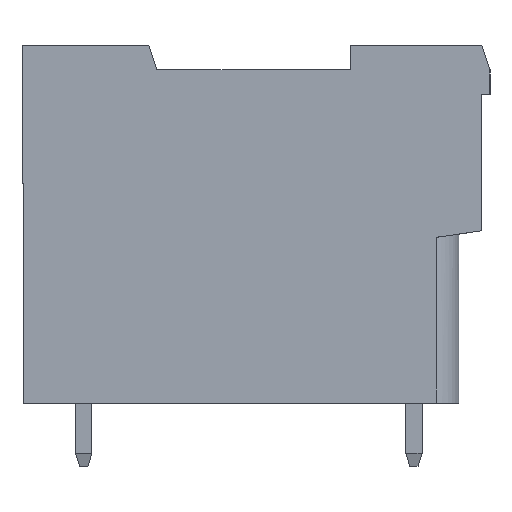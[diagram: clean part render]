
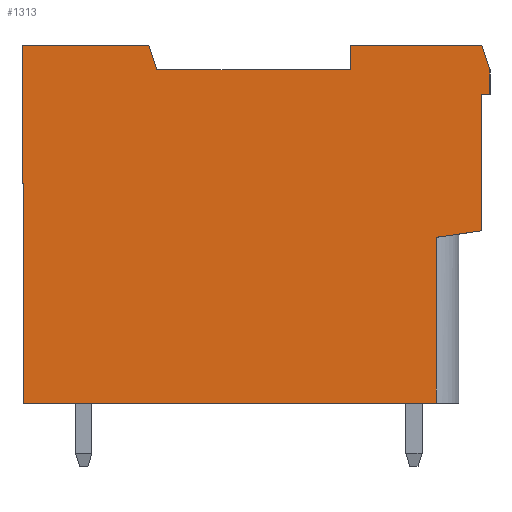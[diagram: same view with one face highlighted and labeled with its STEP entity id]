
A CAD part, left-side view. The second image highlights one B-rep face of the part: STEP entity #1313.
In plain terms, the highlighted planar face has unit normal (-1, 0, 0).
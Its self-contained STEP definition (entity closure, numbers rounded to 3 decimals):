
#1313 = ADVANCED_FACE( '', ( #2857 ), #2858, .T. );
#2857 = FACE_OUTER_BOUND( '', #4699, .T. );
#2858 = PLANE( '', #4700 );
#4699 = EDGE_LOOP( '', ( #8316, #8317, #8318, #8319, #8320, #8321, #8322, #8323, #8324, #8325, #8326, #8327, #8328, #8329, #8330 ) );
#4700 = AXIS2_PLACEMENT_3D( '', #8331, #8332, #8333 );
#8316 = ORIENTED_EDGE( '', *, *, #12616, .T. );
#8317 = ORIENTED_EDGE( '', *, *, #11917, .T. );
#8318 = ORIENTED_EDGE( '', *, *, #11966, .T. );
#8319 = ORIENTED_EDGE( '', *, *, #12032, .T. );
#8320 = ORIENTED_EDGE( '', *, *, #11982, .T. );
#8321 = ORIENTED_EDGE( '', *, *, #12617, .T. );
#8322 = ORIENTED_EDGE( '', *, *, #12618, .F. );
#8323 = ORIENTED_EDGE( '', *, *, #12619, .T. );
#8324 = ORIENTED_EDGE( '', *, *, #11838, .T. );
#8325 = ORIENTED_EDGE( '', *, *, #12542, .T. );
#8326 = ORIENTED_EDGE( '', *, *, #12163, .T. );
#8327 = ORIENTED_EDGE( '', *, *, #11218, .T. );
#8328 = ORIENTED_EDGE( '', *, *, #11641, .T. );
#8329 = ORIENTED_EDGE( '', *, *, #12079, .T. );
#8330 = ORIENTED_EDGE( '', *, *, #12233, .T. );
#8331 = CARTESIAN_POINT( '', ( -15.24, 0., 0. ) );
#8332 = DIRECTION( '', ( -1., 0., 0. ) );
#8333 = DIRECTION( '', ( 0., 0., 1. ) );
#11218 = EDGE_CURVE( '', #13416, #13417, #13418, .T. );
#11641 = EDGE_CURVE( '', #13417, #14171, #14172, .T. );
#11838 = EDGE_CURVE( '', #14502, #14500, #14503, .T. );
#11917 = EDGE_CURVE( '', #14639, #14637, #14640, .T. );
#11966 = EDGE_CURVE( '', #14637, #14723, #14725, .T. );
#11982 = EDGE_CURVE( '', #14751, #14749, #14752, .T. );
#12032 = EDGE_CURVE( '', #14723, #14751, #14830, .F. );
#12079 = EDGE_CURVE( '', #14171, #14903, #14905, .T. );
#12163 = EDGE_CURVE( '', #15030, #13416, #15031, .T. );
#12233 = EDGE_CURVE( '', #14903, #15132, #15134, .F. );
#12542 = EDGE_CURVE( '', #14500, #15030, #15596, .T. );
#12616 = EDGE_CURVE( '', #15132, #14639, #15701, .T. );
#12617 = EDGE_CURVE( '', #14749, #15702, #15703, .T. );
#12618 = EDGE_CURVE( '', #15704, #15702, #15705, .T. );
#12619 = EDGE_CURVE( '', #15704, #14502, #15706, .T. );
#13416 = VERTEX_POINT( '', #16669 );
#13417 = VERTEX_POINT( '', #16670 );
#13418 = LINE( '', #16671, #16672 );
#14171 = VERTEX_POINT( '', #17764 );
#14172 = LINE( '', #17765, #17766 );
#14500 = VERTEX_POINT( '', #18366 );
#14502 = VERTEX_POINT( '', #18368 );
#14503 = LINE( '', #18369, #18370 );
#14637 = VERTEX_POINT( '', #18572 );
#14639 = VERTEX_POINT( '', #18575 );
#14640 = LINE( '', #18576, #18577 );
#14723 = VERTEX_POINT( '', #18700 );
#14725 = LINE( '', #18703, #18704 );
#14749 = VERTEX_POINT( '', #18740 );
#14751 = VERTEX_POINT( '', #18743 );
#14752 = LINE( '', #18744, #18745 );
#14830 = LINE( '', #18857, #18858 );
#14903 = VERTEX_POINT( '', #18966 );
#14905 = LINE( '', #18969, #18970 );
#15030 = VERTEX_POINT( '', #19153 );
#15031 = LINE( '', #19154, #19155 );
#15132 = VERTEX_POINT( '', #19298 );
#15134 = LINE( '', #19301, #19302 );
#15596 = LINE( '', #20105, #20106 );
#15701 = LINE( '', #20263, #20264 );
#15702 = VERTEX_POINT( '', #20265 );
#15703 = LINE( '', #20266, #20267 );
#15704 = VERTEX_POINT( '', #20268 );
#15705 = LINE( '', #20269, #20270 );
#15706 = LINE( '', #20271, #20272 );
#16669 = CARTESIAN_POINT( '', ( -15.24, -14.05, -0.4 ) );
#16670 = CARTESIAN_POINT( '', ( -15.24, -14.05, 8. ) );
#16671 = CARTESIAN_POINT( '', ( -15.24, -14.05, 8. ) );
#16672 = VECTOR( '', #21533, 1000. );
#17764 = CARTESIAN_POINT( '', ( -15.24, -14.55, 8. ) );
#17765 = CARTESIAN_POINT( '', ( -15.24, -14.55, 8. ) );
#17766 = VECTOR( '', #21933, 1000. );
#18366 = CARTESIAN_POINT( '', ( -15.24, -11.25, -11. ) );
#18368 = CARTESIAN_POINT( '', ( -15.24, 14.15, -11. ) );
#18369 = CARTESIAN_POINT( '', ( -15.24, 14.25, -11. ) );
#18370 = VECTOR( '', #22116, 1000. );
#18572 = CARTESIAN_POINT( '', ( -15.24, -5.95, 9.5 ) );
#18575 = CARTESIAN_POINT( '', ( -15.24, -5.95, 11. ) );
#18576 = CARTESIAN_POINT( '', ( -15.24, -5.95, 11. ) );
#18577 = VECTOR( '', #22186, 1000. );
#18700 = CARTESIAN_POINT( '', ( -15.24, 5.95, 9.5 ) );
#18703 = CARTESIAN_POINT( '', ( -15.24, -5.95, 9.5 ) );
#18704 = VECTOR( '', #22234, 1000. );
#18740 = CARTESIAN_POINT( '', ( -15.24, 14.25, 11. ) );
#18743 = CARTESIAN_POINT( '', ( -15.24, 6.45, 11. ) );
#18744 = CARTESIAN_POINT( '', ( -15.24, 5.95, 11. ) );
#18745 = VECTOR( '', #22248, 1000. );
#18857 = CARTESIAN_POINT( '', ( -15.24, 2.505, -0.835 ) );
#18858 = VECTOR( '', #22301, 1000. );
#18966 = CARTESIAN_POINT( '', ( -15.24, -14.55, 9.5 ) );
#18969 = CARTESIAN_POINT( '', ( -15.24, -14.55, 8. ) );
#18970 = VECTOR( '', #22341, 1000. );
#19153 = CARTESIAN_POINT( '', ( -15.24, -11.25, -0.8 ) );
#19154 = CARTESIAN_POINT( '', ( -15.24, -11.25, -0.8 ) );
#19155 = VECTOR( '', #22415, 1000. );
#19298 = CARTESIAN_POINT( '', ( -15.24, -14.05, 11. ) );
#19301 = CARTESIAN_POINT( '', ( -15.24, -15.945, 5.315 ) );
#19302 = VECTOR( '', #22483, 1000. );
#20105 = CARTESIAN_POINT( '', ( -15.24, -11.25, -11. ) );
#20106 = VECTOR( '', #22741, 1000. );
#20263 = CARTESIAN_POINT( '', ( -15.24, -14.55, 11. ) );
#20264 = VECTOR( '', #22797, 1000. );
#20265 = CARTESIAN_POINT( '', ( -15.24, 14.25, 2.5 ) );
#20266 = CARTESIAN_POINT( '', ( -15.24, 14.25, 11. ) );
#20267 = VECTOR( '', #22798, 1000. );
#20268 = CARTESIAN_POINT( '', ( -15.24, 14.15, 2.5 ) );
#20269 = CARTESIAN_POINT( '', ( -15.24, 14.15, 2.5 ) );
#20270 = VECTOR( '', #22799, 1000. );
#20271 = CARTESIAN_POINT( '', ( -15.24, 14.15, 2.5 ) );
#20272 = VECTOR( '', #22800, 1000. );
#21533 = DIRECTION( '', ( 0., 0., 1. ) );
#21933 = DIRECTION( '', ( 0., -1., 0. ) );
#22116 = DIRECTION( '', ( 0., -1., 0. ) );
#22186 = DIRECTION( '', ( 0., 0., -1. ) );
#22234 = DIRECTION( '', ( 0., 1., 0. ) );
#22248 = DIRECTION( '', ( 0., 1., 0. ) );
#22301 = DIRECTION( '', ( 0., -0.316, -0.949 ) );
#22341 = DIRECTION( '', ( 0., 0., 1. ) );
#22415 = DIRECTION( '', ( 0., -0.99, 0.141 ) );
#22483 = DIRECTION( '', ( 0., -0.316, -0.949 ) );
#22741 = DIRECTION( '', ( 0., 0., 1. ) );
#22797 = DIRECTION( '', ( 0., 1., 0. ) );
#22798 = DIRECTION( '', ( 0., 0., -1. ) );
#22799 = DIRECTION( '', ( 0., 1., 0. ) );
#22800 = DIRECTION( '', ( 0., 0., -1. ) );
